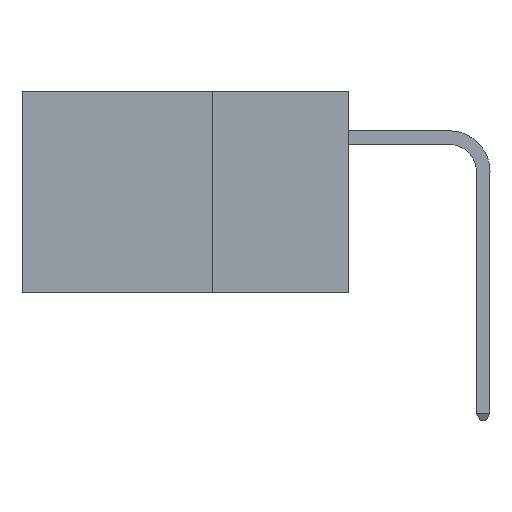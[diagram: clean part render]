
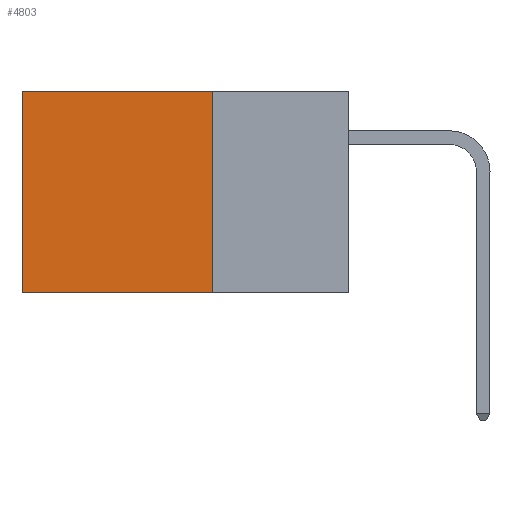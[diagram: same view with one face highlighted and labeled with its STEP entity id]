
A CAD part, left-side view. The second image highlights one B-rep face of the part: STEP entity #4803.
In plain terms, the highlighted planar face has unit normal (-1, 0, 0).
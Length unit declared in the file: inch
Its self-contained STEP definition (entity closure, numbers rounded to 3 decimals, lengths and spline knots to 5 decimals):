
#303 = PLANE ( 'NONE',  #4524 ) ;
#799 = EDGE_CURVE ( 'NONE', #10669, #6147, #19144, .T. ) ;
#1394 = DIRECTION ( 'NONE',  ( 0., 1., 0. ) ) ;
#1928 = EDGE_CURVE ( 'NONE', #17601, #5496, #12579, .T. ) ;
#3369 = FACE_OUTER_BOUND ( 'NONE', #16860, .T. ) ;
#3743 = DIRECTION ( 'NONE',  ( 0., 0., -1. ) ) ;
#4524 = AXIS2_PLACEMENT_3D ( 'NONE', #5973, #10518, #7433 ) ;
#4803 = ADVANCED_FACE ( 'NONE', ( #3369 ), #303, .F. ) ;
#5496 = VERTEX_POINT ( 'NONE', #14104 ) ;
#5973 = CARTESIAN_POINT ( 'NONE',  ( 0.2875, 0.25, 0. ) ) ;
#6147 = VERTEX_POINT ( 'NONE', #13168 ) ;
#6674 = CARTESIAN_POINT ( 'NONE',  ( 0.2875, 0.6, 0. ) ) ;
#7433 = DIRECTION ( 'NONE',  ( 0., 0., -1. ) ) ;
#8361 = EDGE_CURVE ( 'NONE', #5496, #6147, #17436, .T. ) ;
#8642 = CARTESIAN_POINT ( 'NONE',  ( 0.2875, 0.25, 0. ) ) ;
#9463 = VECTOR ( 'NONE', #3743, 39.37008 ) ;
#9487 = VECTOR ( 'NONE', #11918, 39.37008 ) ;
#10029 = ORIENTED_EDGE ( 'NONE', *, *, #13310, .F. ) ;
#10518 = DIRECTION ( 'NONE',  ( 1., 0., 0. ) ) ;
#10669 = VERTEX_POINT ( 'NONE', #17890 ) ;
#11918 = DIRECTION ( 'NONE',  ( 0., 1., 0. ) ) ;
#12579 = LINE ( 'NONE', #16564, #9487 ) ;
#13168 = CARTESIAN_POINT ( 'NONE',  ( 0.2875, 0.6, -0.37 ) ) ;
#13310 = EDGE_CURVE ( 'NONE', #17601, #10669, #16461, .T. ) ;
#14104 = CARTESIAN_POINT ( 'NONE',  ( 0.2875, 0.6, 0. ) ) ;
#14110 = VECTOR ( 'NONE', #17786, 39.37008 ) ;
#15874 = VECTOR ( 'NONE', #1394, 39.37008 ) ;
#16362 = ORIENTED_EDGE ( 'NONE', *, *, #799, .F. ) ;
#16400 = CARTESIAN_POINT ( 'NONE',  ( 0.2875, 0.25, -0.37 ) ) ;
#16461 = LINE ( 'NONE', #8642, #14110 ) ;
#16564 = CARTESIAN_POINT ( 'NONE',  ( 0.2875, 0.25, 0. ) ) ;
#16758 = ORIENTED_EDGE ( 'NONE', *, *, #1928, .T. ) ;
#16860 = EDGE_LOOP ( 'NONE', ( #17480, #16362, #10029, #16758 ) ) ;
#17436 = LINE ( 'NONE', #6674, #9463 ) ;
#17480 = ORIENTED_EDGE ( 'NONE', *, *, #8361, .T. ) ;
#17601 = VERTEX_POINT ( 'NONE', #19011 ) ;
#17786 = DIRECTION ( 'NONE',  ( 0., 0., -1. ) ) ;
#17890 = CARTESIAN_POINT ( 'NONE',  ( 0.2875, 0.25, -0.37 ) ) ;
#19011 = CARTESIAN_POINT ( 'NONE',  ( 0.2875, 0.25, 0. ) ) ;
#19144 = LINE ( 'NONE', #16400, #15874 ) ;
